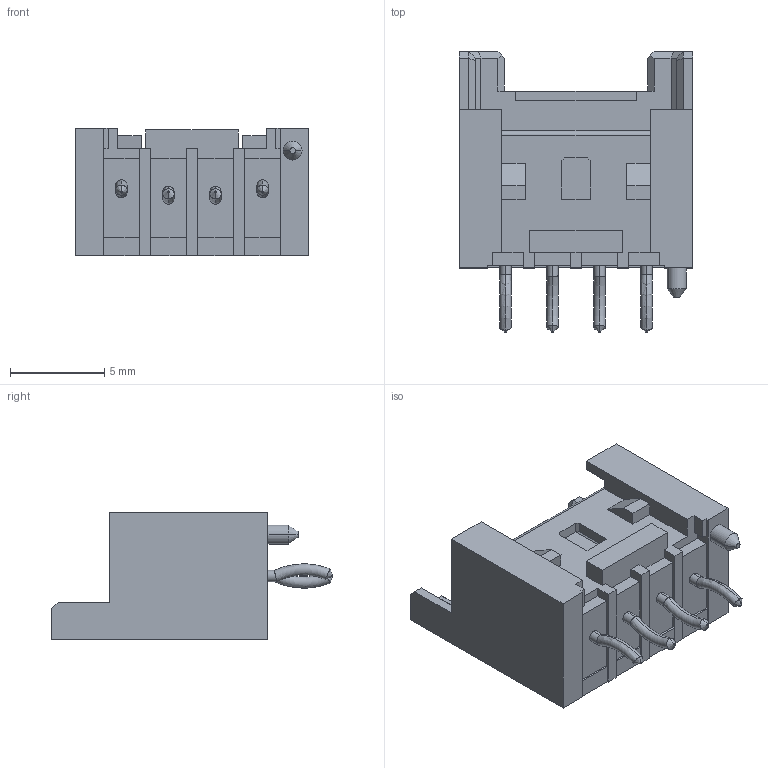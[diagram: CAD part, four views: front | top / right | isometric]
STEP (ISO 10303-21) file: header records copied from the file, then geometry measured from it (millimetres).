
FILE_DESCRIPTION((''),'2;1');
FILE_NAME('533750410','2014-07-25T',('me'),(''),'PRO/ENGINEER BY PARAMETRIC TECHNOLOGY CORPORATION, 2011490','PRO/ENGINEER BY PARAMETRIC TECHNOLOGY CORPORATION, 2011490','');
FILE_SCHEMA(('CONFIG_CONTROL_DESIGN'));
Length unit declared in the file: millimetre
Products named in the file (1): 533750410
Bounding box: 12.4 x 14.93 x 6.8 mm (x, y, z)
Volume: 339.4 mm3; surface area: 836.8 mm2
Topology: 1 solids, 1 shells, 181 faces, 490 edges, 328 vertices
Faces by surface type: plane 136, cylinder 19, cone 10, torus 8, bspline 8
Entity records: 6190 total; most frequent: CARTESIAN_POINT 1659, ORIENTED_EDGE 944, DIRECTION 862, EDGE_CURVE 472, VECTOR 400, LINE 400, VERTEX_POINT 302, AXIS2_PLACEMENT_3D 231
